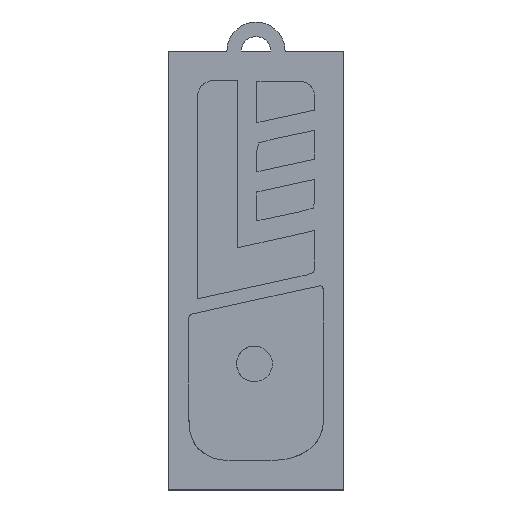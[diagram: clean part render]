
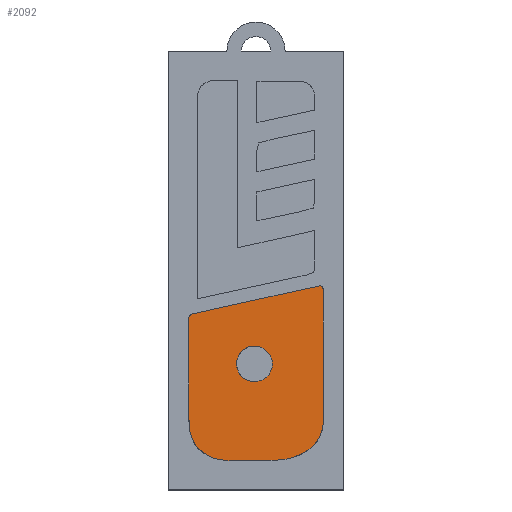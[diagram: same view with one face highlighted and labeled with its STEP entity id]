
A CAD part, top view. The second image highlights one B-rep face of the part: STEP entity #2092.
In plain terms, the highlighted planar face has unit normal (0, 0, 1).
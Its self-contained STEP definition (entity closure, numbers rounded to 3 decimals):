
#19=FACE_BOUND('',#306,.T.);
#36=(
BOUNDED_CURVE()
B_SPLINE_CURVE(3,(#2945,#2946,#2947,#2948),.UNSPECIFIED.,.F.,.F.)
B_SPLINE_CURVE_WITH_KNOTS((4,4),(0.,1.),.UNSPECIFIED.)
CURVE()
GEOMETRIC_REPRESENTATION_ITEM()
RATIONAL_B_SPLINE_CURVE((1.,1.,1.,1.))
REPRESENTATION_ITEM('')
);
#38=(
BOUNDED_CURVE()
B_SPLINE_CURVE(3,(#2966,#2967,#2968,#2969),.UNSPECIFIED.,.F.,.F.)
B_SPLINE_CURVE_WITH_KNOTS((4,4),(0.,1.),.UNSPECIFIED.)
CURVE()
GEOMETRIC_REPRESENTATION_ITEM()
RATIONAL_B_SPLINE_CURVE((1.,1.,1.,1.))
REPRESENTATION_ITEM('')
);
#40=(
BOUNDED_CURVE()
B_SPLINE_CURVE(3,(#2984,#2985,#2986,#2987),.UNSPECIFIED.,.F.,.F.)
B_SPLINE_CURVE_WITH_KNOTS((4,4),(0.,1.),.UNSPECIFIED.)
CURVE()
GEOMETRIC_REPRESENTATION_ITEM()
RATIONAL_B_SPLINE_CURVE((1.,1.,1.,1.))
REPRESENTATION_ITEM('')
);
#42=(
BOUNDED_CURVE()
B_SPLINE_CURVE(3,(#3022,#3023,#3024,#3025),.UNSPECIFIED.,.F.,.F.)
B_SPLINE_CURVE_WITH_KNOTS((4,4),(0.,1.),.UNSPECIFIED.)
CURVE()
GEOMETRIC_REPRESENTATION_ITEM()
RATIONAL_B_SPLINE_CURVE((1.,1.,1.,1.))
REPRESENTATION_ITEM('')
);
#44=(
BOUNDED_CURVE()
B_SPLINE_CURVE(3,(#3041,#3042,#3043,#3044),.UNSPECIFIED.,.F.,.F.)
B_SPLINE_CURVE_WITH_KNOTS((4,4),(0.,1.),.UNSPECIFIED.)
CURVE()
GEOMETRIC_REPRESENTATION_ITEM()
RATIONAL_B_SPLINE_CURVE((1.,1.,1.,1.))
REPRESENTATION_ITEM('')
);
#46=(
BOUNDED_CURVE()
B_SPLINE_CURVE(3,(#3066,#3067,#3068,#3069),.UNSPECIFIED.,.F.,.F.)
B_SPLINE_CURVE_WITH_KNOTS((4,4),(0.,1.),.UNSPECIFIED.)
CURVE()
GEOMETRIC_REPRESENTATION_ITEM()
RATIONAL_B_SPLINE_CURVE((1.,1.,1.,1.))
REPRESENTATION_ITEM('')
);
#48=(
BOUNDED_CURVE()
B_SPLINE_CURVE(3,(#3085,#3086,#3087,#3088),.UNSPECIFIED.,.F.,.F.)
B_SPLINE_CURVE_WITH_KNOTS((4,4),(0.,1.),.UNSPECIFIED.)
CURVE()
GEOMETRIC_REPRESENTATION_ITEM()
RATIONAL_B_SPLINE_CURVE((1.,1.,1.,1.))
REPRESENTATION_ITEM('')
);
#50=(
BOUNDED_CURVE()
B_SPLINE_CURVE(3,(#3104,#3105,#3106,#3107),.UNSPECIFIED.,.F.,.F.)
B_SPLINE_CURVE_WITH_KNOTS((4,4),(0.,1.),.UNSPECIFIED.)
CURVE()
GEOMETRIC_REPRESENTATION_ITEM()
RATIONAL_B_SPLINE_CURVE((1.,1.,1.,1.))
REPRESENTATION_ITEM('')
);
#52=(
BOUNDED_CURVE()
B_SPLINE_CURVE(3,(#3123,#3124,#3125,#3126),.UNSPECIFIED.,.F.,.F.)
B_SPLINE_CURVE_WITH_KNOTS((4,4),(0.,1.),.UNSPECIFIED.)
CURVE()
GEOMETRIC_REPRESENTATION_ITEM()
RATIONAL_B_SPLINE_CURVE((1.,1.,1.,1.))
REPRESENTATION_ITEM('')
);
#54=(
BOUNDED_CURVE()
B_SPLINE_CURVE(3,(#3148,#3149,#3150,#3151),.UNSPECIFIED.,.F.,.F.)
B_SPLINE_CURVE_WITH_KNOTS((4,4),(0.,1.),.UNSPECIFIED.)
CURVE()
GEOMETRIC_REPRESENTATION_ITEM()
RATIONAL_B_SPLINE_CURVE((1.,1.,1.,1.))
REPRESENTATION_ITEM('')
);
#56=(
BOUNDED_CURVE()
B_SPLINE_CURVE(3,(#3166,#3167,#3168,#3169),.UNSPECIFIED.,.F.,.F.)
B_SPLINE_CURVE_WITH_KNOTS((4,4),(0.,1.),.UNSPECIFIED.)
CURVE()
GEOMETRIC_REPRESENTATION_ITEM()
RATIONAL_B_SPLINE_CURVE((1.,1.,1.,1.))
REPRESENTATION_ITEM('')
);
#186=FACE_OUTER_BOUND('',#305,.T.);
#305=EDGE_LOOP('',(#1595,#1596,#1597,#1598,#1599,#1600,#1601,#1602,#1603,
#1604,#1605,#1606,#1607));
#306=EDGE_LOOP('',(#1608,#1609,#1610));
#464=LINE('',#2995,#700);
#468=LINE('',#3003,#704);
#471=LINE('',#3009,#707);
#476=LINE('',#3053,#712);
#483=LINE('',#3135,#719);
#700=VECTOR('',#2427,10.);
#704=VECTOR('',#2433,10.);
#707=VECTOR('',#2438,10.);
#712=VECTOR('',#2445,10.);
#719=VECTOR('',#2454,10.);
#911=VERTEX_POINT('',#2943);
#912=VERTEX_POINT('',#2944);
#915=VERTEX_POINT('',#2965);
#917=VERTEX_POINT('',#2993);
#918=VERTEX_POINT('',#2994);
#921=VERTEX_POINT('',#3002);
#923=VERTEX_POINT('',#3008);
#925=VERTEX_POINT('',#3021);
#927=VERTEX_POINT('',#3040);
#929=VERTEX_POINT('',#3052);
#931=VERTEX_POINT('',#3065);
#933=VERTEX_POINT('',#3084);
#935=VERTEX_POINT('',#3103);
#937=VERTEX_POINT('',#3122);
#939=VERTEX_POINT('',#3134);
#941=VERTEX_POINT('',#3147);
#1141=EDGE_CURVE('',#911,#912,#36,.T.);
#1145=EDGE_CURVE('',#912,#915,#38,.T.);
#1148=EDGE_CURVE('',#915,#911,#40,.T.);
#1150=EDGE_CURVE('',#917,#918,#464,.T.);
#1154=EDGE_CURVE('',#918,#921,#468,.T.);
#1157=EDGE_CURVE('',#921,#923,#471,.T.);
#1160=EDGE_CURVE('',#923,#925,#42,.T.);
#1163=EDGE_CURVE('',#925,#927,#44,.T.);
#1166=EDGE_CURVE('',#927,#929,#476,.T.);
#1169=EDGE_CURVE('',#929,#931,#46,.T.);
#1172=EDGE_CURVE('',#931,#933,#48,.T.);
#1175=EDGE_CURVE('',#933,#935,#50,.T.);
#1178=EDGE_CURVE('',#935,#937,#52,.T.);
#1181=EDGE_CURVE('',#937,#939,#483,.T.);
#1184=EDGE_CURVE('',#939,#941,#54,.T.);
#1187=EDGE_CURVE('',#941,#917,#56,.T.);
#1595=ORIENTED_EDGE('',*,*,#1187,.T.);
#1596=ORIENTED_EDGE('',*,*,#1150,.T.);
#1597=ORIENTED_EDGE('',*,*,#1154,.T.);
#1598=ORIENTED_EDGE('',*,*,#1157,.T.);
#1599=ORIENTED_EDGE('',*,*,#1160,.T.);
#1600=ORIENTED_EDGE('',*,*,#1163,.T.);
#1601=ORIENTED_EDGE('',*,*,#1166,.T.);
#1602=ORIENTED_EDGE('',*,*,#1169,.T.);
#1603=ORIENTED_EDGE('',*,*,#1172,.T.);
#1604=ORIENTED_EDGE('',*,*,#1175,.T.);
#1605=ORIENTED_EDGE('',*,*,#1178,.T.);
#1606=ORIENTED_EDGE('',*,*,#1181,.T.);
#1607=ORIENTED_EDGE('',*,*,#1184,.T.);
#1608=ORIENTED_EDGE('',*,*,#1148,.T.);
#1609=ORIENTED_EDGE('',*,*,#1141,.T.);
#1610=ORIENTED_EDGE('',*,*,#1145,.T.);
#1990=PLANE('',#2216);
#2092=ADVANCED_FACE('',(#186,#19),#1990,.T.);
#2216=AXIS2_PLACEMENT_3D('',#3174,#2458,#2459);
#2427=DIRECTION('',(-0.977,-0.214,0.));
#2433=DIRECTION('',(-0.977,-0.215,0.));
#2438=DIRECTION('',(-0.976,-0.219,0.));
#2445=DIRECTION('',(0.,-1.,0.));
#2454=DIRECTION('',(0.,1.,0.));
#2458=DIRECTION('center_axis',(0.,0.,1.));
#2459=DIRECTION('ref_axis',(1.,0.,0.));
#2943=CARTESIAN_POINT('',(38.1,-108.982,0.));
#2944=CARTESIAN_POINT('',(37.571,-99.306,0.));
#2945=CARTESIAN_POINT('Ctrl Pts',(38.1,-108.982,0.));
#2946=CARTESIAN_POINT('Ctrl Pts',(32.647,-108.601,0.));
#2947=CARTESIAN_POINT('Ctrl Pts',(31.734,-100.74,0.));
#2948=CARTESIAN_POINT('Ctrl Pts',(37.571,-99.306,0.));
#2965=CARTESIAN_POINT('',(40.481,-99.687,0.));
#2966=CARTESIAN_POINT('Ctrl Pts',(37.571,-99.306,0.));
#2967=CARTESIAN_POINT('Ctrl Pts',(38.613,-99.2,0.));
#2968=CARTESIAN_POINT('Ctrl Pts',(39.508,-99.227,0.));
#2969=CARTESIAN_POINT('Ctrl Pts',(40.481,-99.687,0.));
#2984=CARTESIAN_POINT('Ctrl Pts',(40.481,-99.687,0.));
#2985=CARTESIAN_POINT('Ctrl Pts',(45.477,-102.05,0.));
#2986=CARTESIAN_POINT('Ctrl Pts',(43.603,-109.368,0.));
#2987=CARTESIAN_POINT('Ctrl Pts',(38.1,-108.982,0.));
#2993=CARTESIAN_POINT('',(56.34,-82.711,0.));
#2994=CARTESIAN_POINT('',(45.508,-85.085,0.));
#2995=CARTESIAN_POINT('',(56.34,-82.711,0.));
#3002=CARTESIAN_POINT('',(28.575,-88.807,0.));
#3003=CARTESIAN_POINT('',(45.508,-85.085,0.));
#3008=CARTESIAN_POINT('',(22.754,-90.112,0.));
#3009=CARTESIAN_POINT('',(28.575,-88.807,0.));
#3021=CARTESIAN_POINT('',(20.643,-90.9,0.));
#3022=CARTESIAN_POINT('Ctrl Pts',(22.754,-90.112,0.));
#3023=CARTESIAN_POINT('Ctrl Pts',(22.138,-90.247,0.));
#3024=CARTESIAN_POINT('Ctrl Pts',(21.034,-90.371,0.));
#3025=CARTESIAN_POINT('Ctrl Pts',(20.643,-90.9,0.));
#3040=CARTESIAN_POINT('',(20.373,-92.869,0.));
#3041=CARTESIAN_POINT('Ctrl Pts',(20.643,-90.9,0.));
#3042=CARTESIAN_POINT('Ctrl Pts',(20.312,-91.35,0.));
#3043=CARTESIAN_POINT('Ctrl Pts',(20.373,-92.318,0.));
#3044=CARTESIAN_POINT('Ctrl Pts',(20.373,-92.869,0.));
#3052=CARTESIAN_POINT('',(20.373,-112.977,0.));
#3053=CARTESIAN_POINT('',(20.373,-92.869,0.));
#3065=CARTESIAN_POINT('',(21.19,-124.354,0.));
#3066=CARTESIAN_POINT('Ctrl Pts',(20.373,-112.977,0.));
#3067=CARTESIAN_POINT('Ctrl Pts',(20.373,-116.282,0.));
#3068=CARTESIAN_POINT('Ctrl Pts',(20.077,-121.322,0.));
#3069=CARTESIAN_POINT('Ctrl Pts',(21.19,-124.354,0.));
#3084=CARTESIAN_POINT('',(31.485,-130.704,0.));
#3085=CARTESIAN_POINT('Ctrl Pts',(21.19,-124.354,0.));
#3086=CARTESIAN_POINT('Ctrl Pts',(22.799,-128.733,0.));
#3087=CARTESIAN_POINT('Ctrl Pts',(27.083,-130.651,0.));
#3088=CARTESIAN_POINT('Ctrl Pts',(31.485,-130.704,0.));
#3103=CARTESIAN_POINT('',(48.948,-129.902,0.));
#3104=CARTESIAN_POINT('Ctrl Pts',(31.485,-130.704,0.));
#3105=CARTESIAN_POINT('Ctrl Pts',(35.883,-130.754,0.));
#3106=CARTESIAN_POINT('Ctrl Pts',(45.109,-131.122,0.));
#3107=CARTESIAN_POINT('Ctrl Pts',(48.948,-129.902,0.));
#3122=CARTESIAN_POINT('',(57.415,-119.592,0.));
#3123=CARTESIAN_POINT('Ctrl Pts',(48.948,-129.902,0.));
#3124=CARTESIAN_POINT('Ctrl Pts',(53.919,-128.323,0.));
#3125=CARTESIAN_POINT('Ctrl Pts',(57.407,-125.005,0.));
#3126=CARTESIAN_POINT('Ctrl Pts',(57.415,-119.592,0.));
#3134=CARTESIAN_POINT('',(57.415,-84.931,0.));
#3135=CARTESIAN_POINT('',(57.415,-119.592,0.));
#3147=CARTESIAN_POINT('',(57.145,-82.984,0.));
#3148=CARTESIAN_POINT('Ctrl Pts',(57.415,-84.931,0.));
#3149=CARTESIAN_POINT('Ctrl Pts',(57.415,-84.429,0.));
#3150=CARTESIAN_POINT('Ctrl Pts',(57.475,-83.373,0.));
#3151=CARTESIAN_POINT('Ctrl Pts',(57.145,-82.984,0.));
#3166=CARTESIAN_POINT('Ctrl Pts',(57.145,-82.984,0.));
#3167=CARTESIAN_POINT('Ctrl Pts',(56.851,-82.637,0.));
#3168=CARTESIAN_POINT('Ctrl Pts',(56.457,-82.727,0.));
#3169=CARTESIAN_POINT('Ctrl Pts',(56.34,-82.711,0.));
#3174=CARTESIAN_POINT('Origin',(38.776,-106.88,0.));
